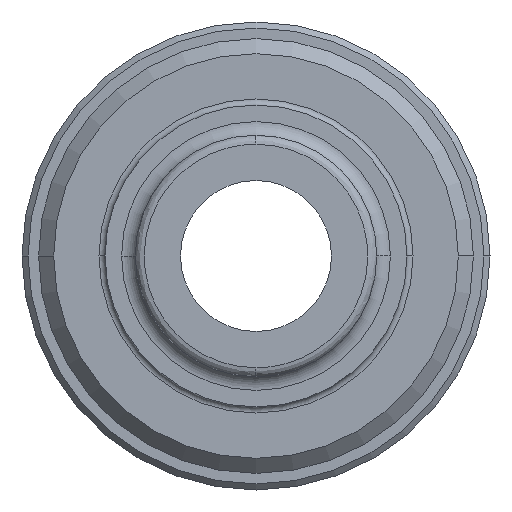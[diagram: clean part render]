
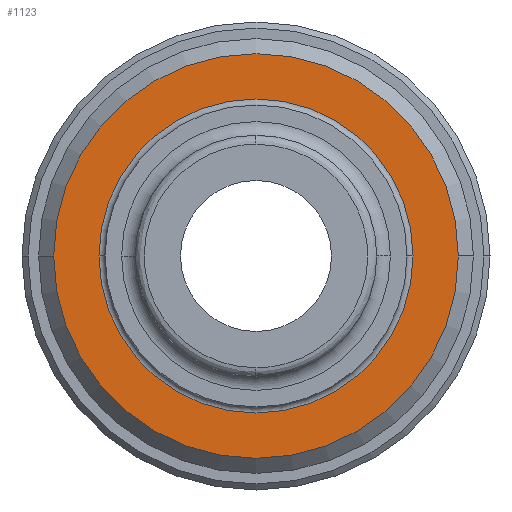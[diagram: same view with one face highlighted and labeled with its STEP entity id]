
A CAD part, front view. The second image highlights one B-rep face of the part: STEP entity #1123.
In plain terms, the highlighted planar face has unit normal (0, -1, 0).
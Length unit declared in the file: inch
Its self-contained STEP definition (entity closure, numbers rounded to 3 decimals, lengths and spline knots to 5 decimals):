
#32 = EDGE_CURVE ( 'NONE', #1403, #726, #509, .T. ) ;
#69 = VERTEX_POINT ( 'NONE', #139 ) ;
#86 = DIRECTION ( 'NONE',  ( -1., 0., 0. ) ) ;
#139 = CARTESIAN_POINT ( 'NONE',  ( -0.20472, 1.03543, 0. ) ) ;
#153 = ORIENTED_EDGE ( 'NONE', *, *, #937, .T. ) ;
#473 = DIRECTION ( 'NONE',  ( 0., -1., 0. ) ) ;
#495 = DIRECTION ( 'NONE',  ( 0., -1., 0. ) ) ;
#509 = CIRCLE ( 'NONE', #1436, 0.26378 ) ;
#611 = DIRECTION ( 'NONE',  ( 0., -1., 0. ) ) ;
#726 = VERTEX_POINT ( 'NONE', #1231 ) ;
#792 = PLANE ( 'NONE',  #1192 ) ;
#801 = CARTESIAN_POINT ( 'NONE',  ( -0.23425, 1.03543, 0. ) ) ;
#812 = CARTESIAN_POINT ( 'NONE',  ( 0., 1.03543, 0. ) ) ;
#907 = FACE_BOUND ( 'NONE', #1642, .T. ) ;
#937 = EDGE_CURVE ( 'NONE', #726, #1403, #1957, .T. ) ;
#965 = DIRECTION ( 'NONE',  ( 1., 0., 0. ) ) ;
#977 = DIRECTION ( 'NONE',  ( -1., 0., 0. ) ) ;
#1024 = DIRECTION ( 'NONE',  ( 0., -1., 0. ) ) ;
#1077 = AXIS2_PLACEMENT_3D ( 'NONE', #812, #1915, #977 ) ;
#1123 = ADVANCED_FACE ( 'NONE', ( #907, #1327 ), #792, .T. ) ;
#1159 = EDGE_CURVE ( 'NONE', #69, #1614, #1801, .T. ) ;
#1160 = CIRCLE ( 'NONE', #1369, 0.20472 ) ;
#1192 = AXIS2_PLACEMENT_3D ( 'NONE', #801, #473, #965 ) ;
#1231 = CARTESIAN_POINT ( 'NONE',  ( -0.26378, 1.03543, 0. ) ) ;
#1327 = FACE_OUTER_BOUND ( 'NONE', #1815, .T. ) ;
#1369 = AXIS2_PLACEMENT_3D ( 'NONE', #1963, #1024, #86 ) ;
#1403 = VERTEX_POINT ( 'NONE', #1809 ) ;
#1436 = AXIS2_PLACEMENT_3D ( 'NONE', #1565, #611, #1726 ) ;
#1453 = CARTESIAN_POINT ( 'NONE',  ( 0., 1.03543, 0. ) ) ;
#1565 = CARTESIAN_POINT ( 'NONE',  ( 0., 1.03543, 0. ) ) ;
#1611 = DIRECTION ( 'NONE',  ( -1., 0., 0. ) ) ;
#1614 = VERTEX_POINT ( 'NONE', #1619 ) ;
#1619 = CARTESIAN_POINT ( 'NONE',  ( 0.20472, 1.03543, 0. ) ) ;
#1642 = EDGE_LOOP ( 'NONE', ( #1859, #1839 ) ) ;
#1673 = ORIENTED_EDGE ( 'NONE', *, *, #32, .T. ) ;
#1679 = AXIS2_PLACEMENT_3D ( 'NONE', #1453, #495, #1611 ) ;
#1726 = DIRECTION ( 'NONE',  ( -1., 0., 0. ) ) ;
#1801 = CIRCLE ( 'NONE', #1077, 0.20472 ) ;
#1809 = CARTESIAN_POINT ( 'NONE',  ( 0.26378, 1.03543, 0. ) ) ;
#1815 = EDGE_LOOP ( 'NONE', ( #153, #1673 ) ) ;
#1839 = ORIENTED_EDGE ( 'NONE', *, *, #1861, .F. ) ;
#1859 = ORIENTED_EDGE ( 'NONE', *, *, #1159, .F. ) ;
#1861 = EDGE_CURVE ( 'NONE', #1614, #69, #1160, .T. ) ;
#1915 = DIRECTION ( 'NONE',  ( 0., -1., 0. ) ) ;
#1957 = CIRCLE ( 'NONE', #1679, 0.26378 ) ;
#1963 = CARTESIAN_POINT ( 'NONE',  ( 0., 1.03543, 0. ) ) ;
